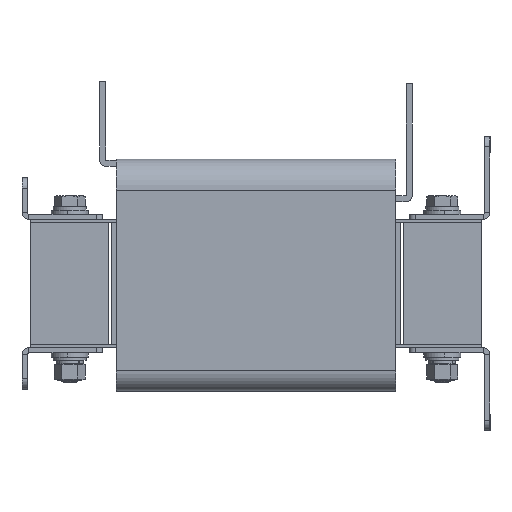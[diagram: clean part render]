
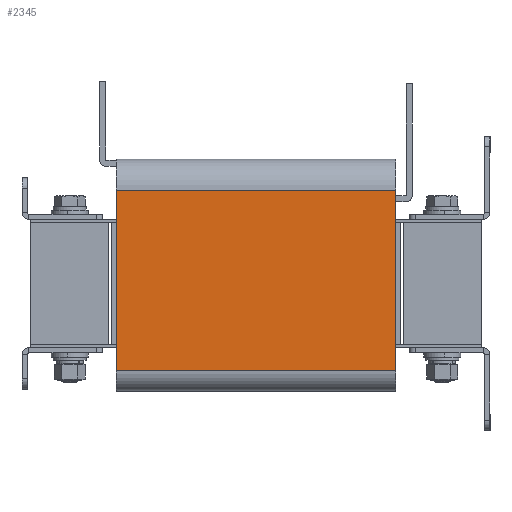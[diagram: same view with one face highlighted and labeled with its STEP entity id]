
A CAD part, left-side view. The second image highlights one B-rep face of the part: STEP entity #2345.
In plain terms, the highlighted face is planar.
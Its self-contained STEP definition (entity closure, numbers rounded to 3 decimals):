
#236 = VERTEX_POINT ( 'NONE', #2392 ) ;
#283 = CARTESIAN_POINT ( 'NONE',  ( 38.1, 34.6, 135. ) ) ;
#308 = VERTEX_POINT ( 'NONE', #3634 ) ;
#324 = PLANE ( 'NONE',  #6744 ) ;
#390 = EDGE_CURVE ( 'NONE', #6100, #5323, #2174, .T. ) ;
#603 = LINE ( 'NONE', #4895, #6444 ) ;
#1220 = CARTESIAN_POINT ( 'NONE',  ( -49.1, 34.6, 135. ) ) ;
#1414 = ORIENTED_EDGE ( 'NONE', *, *, #5025, .T. ) ;
#1779 = DIRECTION ( 'NONE',  ( 0., 0., -1. ) ) ;
#1792 = DIRECTION ( 'NONE',  ( -1., 0., 0. ) ) ;
#1916 = DIRECTION ( 'NONE',  ( 0., -1., 0. ) ) ;
#2174 = LINE ( 'NONE', #1220, #5187 ) ;
#2345 = ADVANCED_FACE ( 'NONE', ( #2918 ), #324, .F. ) ;
#2392 = CARTESIAN_POINT ( 'NONE',  ( 38.1, 34.6, 0. ) ) ;
#2402 = DIRECTION ( 'NONE',  ( 0., 0., -1. ) ) ;
#2434 = CARTESIAN_POINT ( 'NONE',  ( -49.1, 34.6, 135. ) ) ;
#2436 = ORIENTED_EDGE ( 'NONE', *, *, #4926, .F. ) ;
#2918 = FACE_OUTER_BOUND ( 'NONE', #3771, .T. ) ;
#3634 = CARTESIAN_POINT ( 'NONE',  ( -49.1, 34.6, 0. ) ) ;
#3771 = EDGE_LOOP ( 'NONE', ( #1414, #2436, #6364, #4656 ) ) ;
#3796 = VECTOR ( 'NONE', #5157, 1000. ) ;
#4123 = VECTOR ( 'NONE', #4669, 1000. ) ;
#4149 = LINE ( 'NONE', #4602, #3796 ) ;
#4602 = CARTESIAN_POINT ( 'NONE',  ( -49.1, 34.6, 0. ) ) ;
#4656 = ORIENTED_EDGE ( 'NONE', *, *, #5007, .T. ) ;
#4669 = DIRECTION ( 'NONE',  ( 0., 0., -1. ) ) ;
#4895 = CARTESIAN_POINT ( 'NONE',  ( -49.1, 34.6, 135. ) ) ;
#4914 = CARTESIAN_POINT ( 'NONE',  ( -49.1, 34.6, 135. ) ) ;
#4926 = EDGE_CURVE ( 'NONE', #5323, #308, #603, .T. ) ;
#5007 = EDGE_CURVE ( 'NONE', #6100, #236, #5674, .T. ) ;
#5025 = EDGE_CURVE ( 'NONE', #236, #308, #4149, .T. ) ;
#5157 = DIRECTION ( 'NONE',  ( -1., 0., 0. ) ) ;
#5187 = VECTOR ( 'NONE', #1792, 1000. ) ;
#5323 = VERTEX_POINT ( 'NONE', #4914 ) ;
#5674 = LINE ( 'NONE', #283, #4123 ) ;
#6100 = VERTEX_POINT ( 'NONE', #6456 ) ;
#6364 = ORIENTED_EDGE ( 'NONE', *, *, #390, .F. ) ;
#6444 = VECTOR ( 'NONE', #1779, 1000. ) ;
#6456 = CARTESIAN_POINT ( 'NONE',  ( 38.1, 34.6, 135. ) ) ;
#6744 = AXIS2_PLACEMENT_3D ( 'NONE', #2434, #1916, #2402 ) ;
